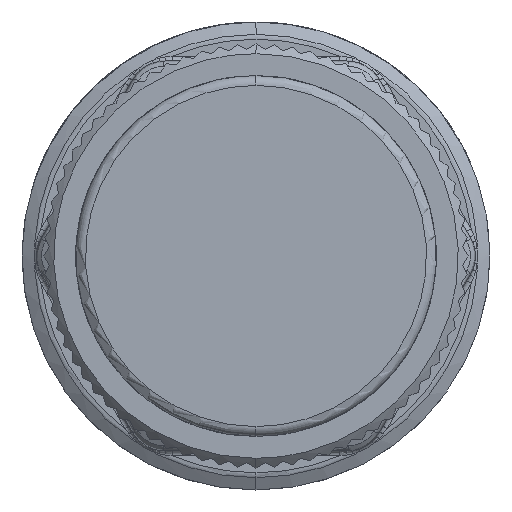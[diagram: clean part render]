
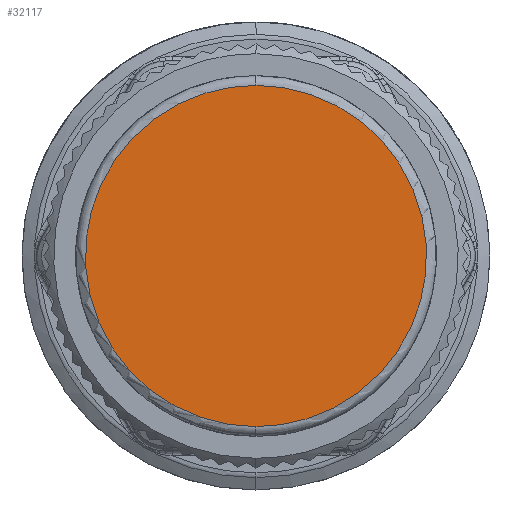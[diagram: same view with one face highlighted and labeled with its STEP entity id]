
A CAD part, front view. The second image highlights one B-rep face of the part: STEP entity #32117.
In plain terms, the highlighted planar face has unit normal (0, -1, 0).
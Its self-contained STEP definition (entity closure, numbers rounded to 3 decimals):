
#603 = CARTESIAN_POINT ( 'NONE',  ( -2.291, -133.483, -17.387 ) ) ;
#813 = CARTESIAN_POINT ( 'NONE',  ( -10.675, -133.483, 13.914 ) ) ;
#919 = CARTESIAN_POINT ( 'NONE',  ( -17.387, -133.483, -2.291 ) ) ;
#1351 = CARTESIAN_POINT ( 'NONE',  ( 15.187, -133.483, 8.77 ) ) ;
#1461 = CARTESIAN_POINT ( 'NONE',  ( 13.914, -133.483, -10.675 ) ) ;
#1574 = CARTESIAN_POINT ( 'NONE',  ( 2.291, -133.483, -17.387 ) ) ;
#2135 = CARTESIAN_POINT ( 'NONE',  ( 15.187, -133.483, -8.77 ) ) ;
#2252 = CARTESIAN_POINT ( 'NONE',  ( 8.77, -133.483, 15.187 ) ) ;
#2936 = CARTESIAN_POINT ( 'NONE',  ( -7.755, -133.483, -15.73 ) ) ;
#3364 = CARTESIAN_POINT ( 'NONE',  ( -17.387, -133.483, 2.291 ) ) ;
#3470 = CARTESIAN_POINT ( 'NONE',  ( -13.914, -133.483, 10.675 ) ) ;
#3889 = CARTESIAN_POINT ( 'NONE',  ( 17.5, -133.483, 1.145 ) ) ;
#4000 = CARTESIAN_POINT ( 'NONE',  ( 7.755, -133.483, -15.73 ) ) ;
#4789 = CARTESIAN_POINT ( 'NONE',  ( 17.5, -133.483, -1.145 ) ) ;
#5488 = DIRECTION ( 'NONE',  ( 0., 0., -1. ) ) ;
#6246 = CARTESIAN_POINT ( 'NONE',  ( -15.187, -133.483, 8.77 ) ) ;
#7229 = CARTESIAN_POINT ( 'NONE',  ( 4.537, -133.483, 16.94 ) ) ;
#7340 = CARTESIAN_POINT ( 'NONE',  ( 15.73, -133.483, 7.755 ) ) ;
#7819 = CARTESIAN_POINT ( 'NONE',  ( -10.675, -133.483, -13.914 ) ) ;
#7933 = CARTESIAN_POINT ( 'NONE',  ( 0., -133.483, -17.5 ) ) ;
#8039 = CARTESIAN_POINT ( 'NONE',  ( -11.564, -133.483, -13.184 ) ) ;
#8827 = AXIS2_PLACEMENT_3D ( 'NONE', #30689, #22709, #5488 ) ;
#9092 = CARTESIAN_POINT ( 'NONE',  ( 13.184, -133.483, 11.564 ) ) ;
#9205 = CARTESIAN_POINT ( 'NONE',  ( 1.145, -133.483, 17.5 ) ) ;
#9776 = CARTESIAN_POINT ( 'NONE',  ( 4.537, -133.483, -16.94 ) ) ;
#9887 = CARTESIAN_POINT ( 'NONE',  ( 16.94, -133.483, 4.537 ) ) ;
#10574 = CARTESIAN_POINT ( 'NONE',  ( -16.94, -133.483, -4.537 ) ) ;
#10997 = CARTESIAN_POINT ( 'NONE',  ( -5.639, -133.483, 16.606 ) ) ;
#11541 = CARTESIAN_POINT ( 'NONE',  ( 11.564, -133.483, 13.184 ) ) ;
#11691 = B_SPLINE_CURVE_WITH_KNOTS ( 'NONE', 3,
 ( #13756, #9205, #26640, #7229, #16638, #27547, #2252, #24886, #11541, #9092, #26867, #1351, #7340, #19926, #9887, #19050, #3889, #4789, #31748, #19266, #19822, #22442, #2135, #1461, #14081, #11778, #19161, #24994, #4000, #21656, #9776, #1574, #32546, #21767 ),
 .UNSPECIFIED., .F., .F.,
 ( 4, 2, 2, 2, 2, 2, 2, 2, 2, 2, 2, 2, 2, 2, 2, 2, 4 ),
 ( 0., 0.063, 0.125, 0.188, 0.25, 0.313, 0.375, 0.438, 0.5, 0.563, 0.625, 0.688, 0.75, 0.813, 0.875, 0.938, 1. ),
 .UNSPECIFIED. ) ;
#11778 = CARTESIAN_POINT ( 'NONE',  ( 11.564, -133.483, -13.184 ) ) ;
#12913 = CARTESIAN_POINT ( 'NONE',  ( -16.606, -133.483, -5.639 ) ) ;
#13041 = PLANE ( 'NONE',  #8827 ) ;
#13344 = CARTESIAN_POINT ( 'NONE',  ( -8.77, -133.483, 15.187 ) ) ;
#13554 = CARTESIAN_POINT ( 'NONE',  ( -1.145, -133.483, 17.5 ) ) ;
#13756 = CARTESIAN_POINT ( 'NONE',  ( 0., -133.483, 17.5 ) ) ;
#14081 = CARTESIAN_POINT ( 'NONE',  ( 13.184, -133.483, -11.564 ) ) ;
#15900 = B_SPLINE_CURVE_WITH_KNOTS ( 'NONE', 3,
 ( #7933, #30671, #603, #25784, #30447, #2936, #23137, #7819, #8039, #17978, #28006, #30568, #25689, #12913, #10574, #919, #28767, #21260, #3364, #26104, #21353, #31441, #6246, #3470, #16312, #31117, #813, #13344, #28873, #10997, #18516, #28659, #13554, #25891 ),
 .UNSPECIFIED., .F., .F.,
 ( 4, 2, 2, 2, 2, 2, 2, 2, 2, 2, 2, 2, 2, 2, 2, 2, 4 ),
 ( 0., 0.063, 0.125, 0.188, 0.25, 0.312, 0.375, 0.437, 0.5, 0.562, 0.625, 0.688, 0.75, 0.813, 0.875, 0.938, 1. ),
 .UNSPECIFIED. ) ;
#16067 = FACE_OUTER_BOUND ( 'NONE', #27398, .T. ) ;
#16312 = CARTESIAN_POINT ( 'NONE',  ( -13.184, -133.483, 11.564 ) ) ;
#16638 = CARTESIAN_POINT ( 'NONE',  ( 5.639, -133.483, 16.606 ) ) ;
#17461 = VERTEX_POINT ( 'NONE', #25501 ) ;
#17978 = CARTESIAN_POINT ( 'NONE',  ( -13.184, -133.483, -11.564 ) ) ;
#18516 = CARTESIAN_POINT ( 'NONE',  ( -4.537, -133.483, 16.94 ) ) ;
#19050 = CARTESIAN_POINT ( 'NONE',  ( 17.387, -133.483, 2.291 ) ) ;
#19161 = CARTESIAN_POINT ( 'NONE',  ( 10.675, -133.483, -13.914 ) ) ;
#19266 = CARTESIAN_POINT ( 'NONE',  ( 16.94, -133.483, -4.537 ) ) ;
#19822 = CARTESIAN_POINT ( 'NONE',  ( 16.606, -133.483, -5.639 ) ) ;
#19926 = CARTESIAN_POINT ( 'NONE',  ( 16.606, -133.483, 5.639 ) ) ;
#21260 = CARTESIAN_POINT ( 'NONE',  ( -17.5, -133.483, 1.145 ) ) ;
#21353 = CARTESIAN_POINT ( 'NONE',  ( -16.606, -133.483, 5.639 ) ) ;
#21656 = CARTESIAN_POINT ( 'NONE',  ( 5.639, -133.483, -16.606 ) ) ;
#21767 = CARTESIAN_POINT ( 'NONE',  ( 0., -133.483, -17.5 ) ) ;
#22442 = CARTESIAN_POINT ( 'NONE',  ( 15.73, -133.483, -7.755 ) ) ;
#22709 = DIRECTION ( 'NONE',  ( 0., -1., 0. ) ) ;
#23137 = CARTESIAN_POINT ( 'NONE',  ( -8.77, -133.483, -15.187 ) ) ;
#23859 = EDGE_CURVE ( 'NONE', #17461, #26244, #15900, .T. ) ;
#24886 = CARTESIAN_POINT ( 'NONE',  ( 10.675, -133.483, 13.914 ) ) ;
#24981 = ORIENTED_EDGE ( 'NONE', *, *, #27892, .F. ) ;
#24994 = CARTESIAN_POINT ( 'NONE',  ( 8.77, -133.483, -15.187 ) ) ;
#25018 = CARTESIAN_POINT ( 'NONE',  ( 0., -133.483, 17.5 ) ) ;
#25286 = ORIENTED_EDGE ( 'NONE', *, *, #23859, .F. ) ;
#25501 = CARTESIAN_POINT ( 'NONE',  ( 0., -133.483, -17.5 ) ) ;
#25689 = CARTESIAN_POINT ( 'NONE',  ( -15.73, -133.483, -7.755 ) ) ;
#25784 = CARTESIAN_POINT ( 'NONE',  ( -4.537, -133.483, -16.94 ) ) ;
#25891 = CARTESIAN_POINT ( 'NONE',  ( 0., -133.483, 17.5 ) ) ;
#26104 = CARTESIAN_POINT ( 'NONE',  ( -16.94, -133.483, 4.537 ) ) ;
#26244 = VERTEX_POINT ( 'NONE', #25018 ) ;
#26640 = CARTESIAN_POINT ( 'NONE',  ( 2.291, -133.483, 17.387 ) ) ;
#26867 = CARTESIAN_POINT ( 'NONE',  ( 13.914, -133.483, 10.675 ) ) ;
#27398 = EDGE_LOOP ( 'NONE', ( #24981, #25286 ) ) ;
#27547 = CARTESIAN_POINT ( 'NONE',  ( 7.755, -133.483, 15.73 ) ) ;
#27892 = EDGE_CURVE ( 'NONE', #26244, #17461, #11691, .T. ) ;
#28006 = CARTESIAN_POINT ( 'NONE',  ( -13.914, -133.483, -10.675 ) ) ;
#28659 = CARTESIAN_POINT ( 'NONE',  ( -2.291, -133.483, 17.387 ) ) ;
#28767 = CARTESIAN_POINT ( 'NONE',  ( -17.5, -133.483, -1.145 ) ) ;
#28873 = CARTESIAN_POINT ( 'NONE',  ( -7.755, -133.483, 15.73 ) ) ;
#30447 = CARTESIAN_POINT ( 'NONE',  ( -5.639, -133.483, -16.606 ) ) ;
#30568 = CARTESIAN_POINT ( 'NONE',  ( -15.187, -133.483, -8.77 ) ) ;
#30671 = CARTESIAN_POINT ( 'NONE',  ( -1.145, -133.483, -17.5 ) ) ;
#30689 = CARTESIAN_POINT ( 'NONE',  ( -17.5, -133.483, 0. ) ) ;
#31117 = CARTESIAN_POINT ( 'NONE',  ( -11.564, -133.483, 13.184 ) ) ;
#31441 = CARTESIAN_POINT ( 'NONE',  ( -15.73, -133.483, 7.755 ) ) ;
#31748 = CARTESIAN_POINT ( 'NONE',  ( 17.387, -133.483, -2.291 ) ) ;
#32117 = ADVANCED_FACE ( 'NONE', ( #16067 ), #13041, .T. ) ;
#32546 = CARTESIAN_POINT ( 'NONE',  ( 1.145, -133.483, -17.5 ) ) ;
